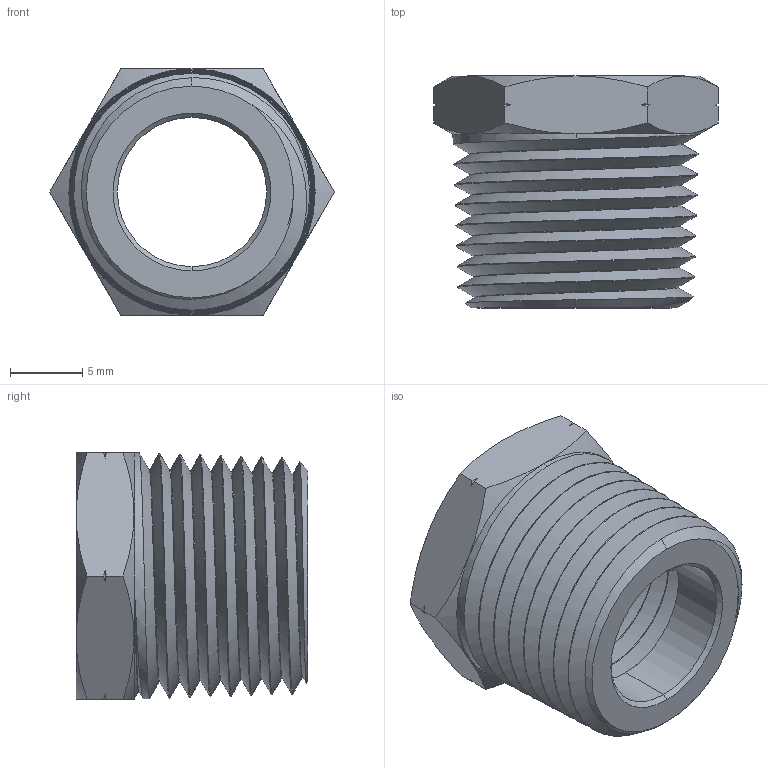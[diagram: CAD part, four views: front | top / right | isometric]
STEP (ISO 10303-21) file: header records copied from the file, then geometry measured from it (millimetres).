
FILE_DESCRIPTION (( 'STEP AP214' ), '1' );
FILE_NAME ('HBSMN3-8FN1-4.STEP', '2018-07-30T17:38:11', ( '' ), ( '' ), 'SwSTEP 2.0', 'SolidWorks 2016', '' );
FILE_SCHEMA (( 'AUTOMOTIVE_DESIGN' ));
Length unit declared in the file: millimetre
Products named in the file (1): HBSMN3-8FN1-4
Bounding box: 19.63 x 16 x 17 mm (x, y, z)
Volume: 1461.5 mm3; surface area: 2549.8 mm2
Topology: 1 solids, 1 shells, 90 faces, 241 edges, 154 vertices
Faces by surface type: cone 67, bspline 12, plane 9, cylinder 2
Entity records: 10964 total; most frequent: CARTESIAN_POINT 7990, ORIENTED_EDGE 482, DIRECTION 288, EDGE_CURVE 241, VERTEX_POINT 154, B_SPLINE_CURVE_WITH_KNOTS 146, AXIS2_PLACEMENT_3D 114, EDGE_LOOP 93
